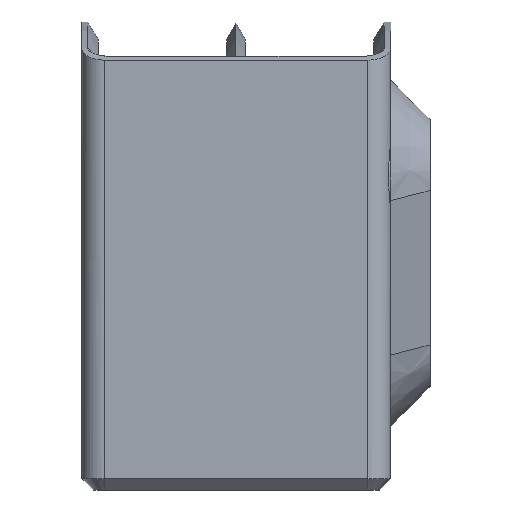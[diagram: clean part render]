
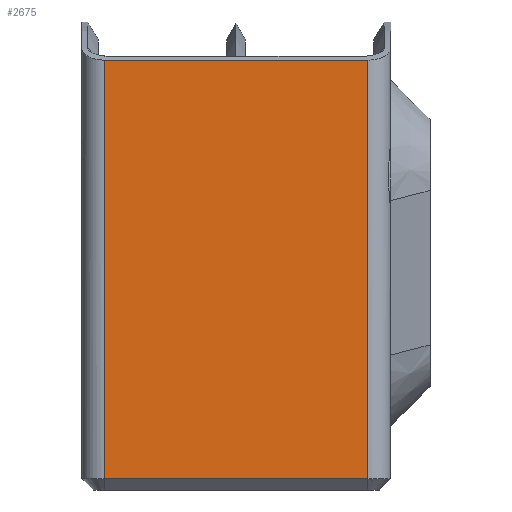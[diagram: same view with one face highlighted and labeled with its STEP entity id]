
A CAD part, front view. The second image highlights one B-rep face of the part: STEP entity #2675.
In plain terms, the highlighted planar face has unit normal (0, -1, 0).
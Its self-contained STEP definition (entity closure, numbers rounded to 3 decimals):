
#74=FACE_OUTER_BOUND('',#222,.T.);
#222=EDGE_LOOP('',(#1801,#1802,#1803,#1804));
#508=LINE('',#3875,#811);
#509=LINE('',#3877,#812);
#510=LINE('',#3879,#813);
#511=LINE('',#3880,#814);
#811=VECTOR('',#3063,10.);
#812=VECTOR('',#3064,10.);
#813=VECTOR('',#3065,10.);
#814=VECTOR('',#3066,10.);
#1114=VERTEX_POINT('',#3873);
#1115=VERTEX_POINT('',#3874);
#1116=VERTEX_POINT('',#3876);
#1117=VERTEX_POINT('',#3878);
#1382=EDGE_CURVE('',#1114,#1115,#508,.T.);
#1383=EDGE_CURVE('',#1114,#1116,#509,.T.);
#1384=EDGE_CURVE('',#1116,#1117,#510,.T.);
#1385=EDGE_CURVE('',#1117,#1115,#511,.T.);
#1801=ORIENTED_EDGE('',*,*,#1382,.F.);
#1802=ORIENTED_EDGE('',*,*,#1383,.T.);
#1803=ORIENTED_EDGE('',*,*,#1384,.T.);
#1804=ORIENTED_EDGE('',*,*,#1385,.T.);
#2560=PLANE('',#2829);
#2675=ADVANCED_FACE('',(#74),#2560,.T.);
#2829=AXIS2_PLACEMENT_3D('',#3872,#3061,#3062);
#3061=DIRECTION('center_axis',(0.,-1.,0.));
#3062=DIRECTION('ref_axis',(1.,0.,0.));
#3063=DIRECTION('',(-1.,0.,0.));
#3064=DIRECTION('',(0.,0.,1.));
#3065=DIRECTION('',(-1.,0.,0.));
#3066=DIRECTION('',(0.,0.,-1.));
#3872=CARTESIAN_POINT('Origin',(0.,0.,0.));
#3873=CARTESIAN_POINT('',(50.6,0.,-1.));
#3874=CARTESIAN_POINT('',(4.,0.,-1.));
#3875=CARTESIAN_POINT('',(13.625,0.,-1.));
#3876=CARTESIAN_POINT('',(50.6,0.,73.066));
#3877=CARTESIAN_POINT('',(50.6,0.,11.906));
#3878=CARTESIAN_POINT('',(4.,0.,73.066));
#3879=CARTESIAN_POINT('',(25.942,0.,73.066));
#3880=CARTESIAN_POINT('',(4.,0.,0.));
